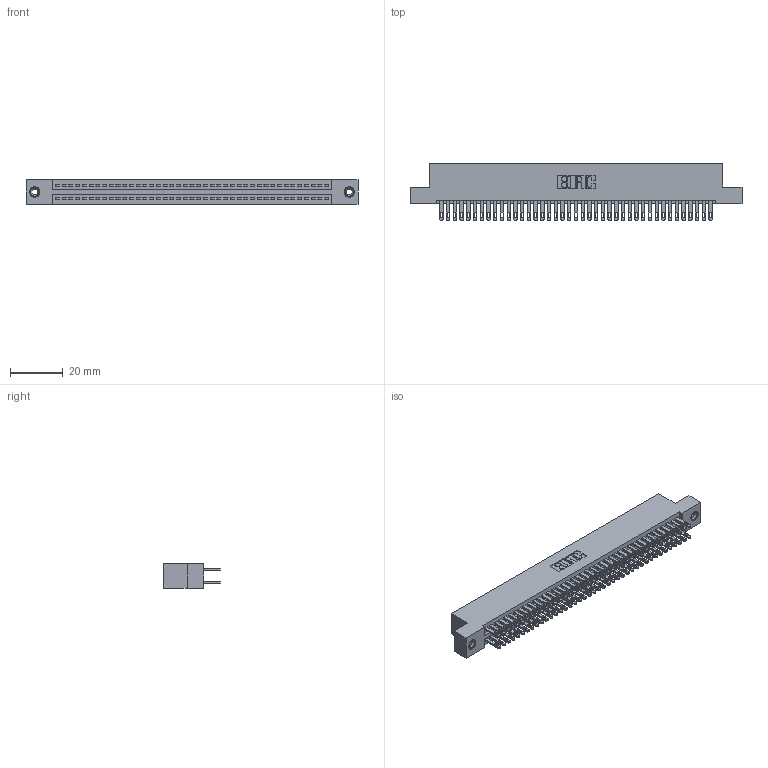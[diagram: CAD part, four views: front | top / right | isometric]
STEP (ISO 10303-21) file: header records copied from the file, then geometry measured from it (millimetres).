
FILE_DESCRIPTION (( 'STEP AP203' ), '1' );
FILE_NAME ('345-082-500-208.STEP', '2019-10-31T21:24:12', ( '' ), ( '' ), 'SwSTEP 2.0', 'SolidWorks 2016', '' );
FILE_SCHEMA (( 'CONFIG_CONTROL_DESIGN' ));
Length unit declared in the file: inch
Products named in the file (4): 345 Part_Flush Mounting Lugs - 0.156 Dia-TI; 345-082-500-208; 345-292-001_345-293-100; 345-250-001_345-250-003-102
Assembly tree (85 placements, depth 2):
  345-082-500-208
    345 Part_Flush Mounting Lugs - 0.156 Dia-TI
    345-292-001_345-293-100  x82
    345-250-001_345-250-003-102  x2
Bounding box: 125.35 x 21.51 x 9.4 mm (x, y, z)
Volume: 12411.3 mm3; surface area: 19176.4 mm2
Topology: 85 solids, 85 shells, 3958 faces, 12039 edges, 8018 vertices
Faces by surface type: plane 2326, cylinder 1616, cone 12, torus 4
Entity records: 33420 total; most frequent: CARTESIAN_POINT 5583, ORIENTED_EDGE 5510, DIRECTION 4953, EDGE_CURVE 2755, LINE 2435, VECTOR 2435, VERTEX_POINT 1832, AXIS2_PLACEMENT_3D 1259
